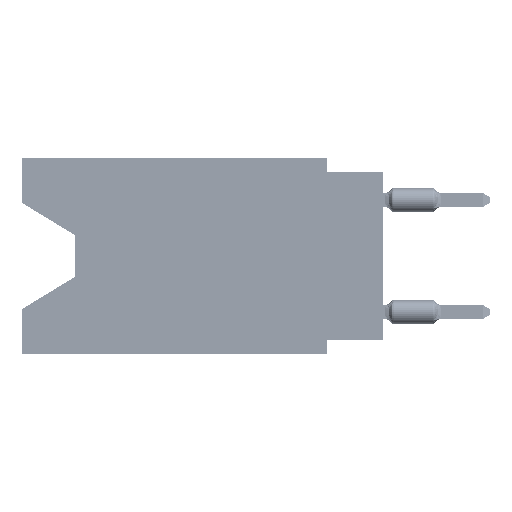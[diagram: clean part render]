
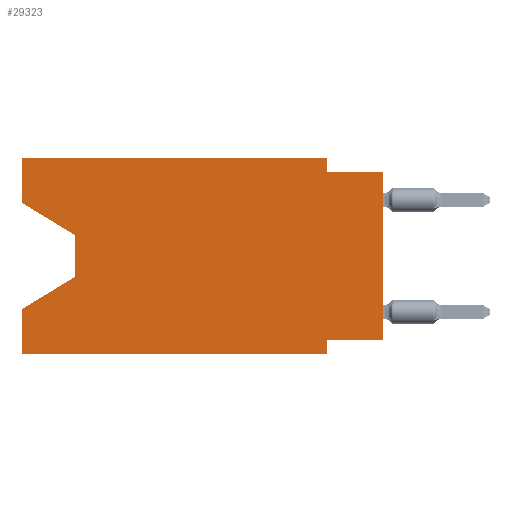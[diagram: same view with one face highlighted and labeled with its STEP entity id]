
A CAD part, left-side view. The second image highlights one B-rep face of the part: STEP entity #29323.
In plain terms, the highlighted planar face has unit normal (-1, 0, 0).
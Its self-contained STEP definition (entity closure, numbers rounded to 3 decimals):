
#191 = EDGE_CURVE ( 'NONE', #92475, #38291, #101628, .T. ) ;
#339 = DIRECTION ( 'NONE',  ( 0., 0., -1. ) ) ;
#2842 = LINE ( 'NONE', #17297, #78419 ) ;
#2938 = CARTESIAN_POINT ( 'NONE',  ( 0., 0., -0.635 ) ) ;
#3739 = CARTESIAN_POINT ( 'NONE',  ( 0., 16.383, 0. ) ) ;
#4742 = VERTEX_POINT ( 'NONE', #29412 ) ;
#5091 = ORIENTED_EDGE ( 'NONE', *, *, #81133, .F. ) ;
#6300 = DIRECTION ( 'NONE',  ( 1., 0., 0. ) ) ;
#7409 = LINE ( 'NONE', #101805, #72483 ) ;
#8710 = DIRECTION ( 'NONE',  ( 0., 0., -1. ) ) ;
#9226 = DIRECTION ( 'NONE',  ( 0., 0., -1. ) ) ;
#9230 = EDGE_CURVE ( 'NONE', #87729, #63131, #44482, .T. ) ;
#9245 = CARTESIAN_POINT ( 'NONE',  ( 0., 2.54, -8.255 ) ) ;
#10509 = ORIENTED_EDGE ( 'NONE', *, *, #9230, .F. ) ;
#11409 = AXIS2_PLACEMENT_3D ( 'NONE', #85742, #6300, #21276 ) ;
#13919 = ORIENTED_EDGE ( 'NONE', *, *, #22616, .F. ) ;
#17297 = CARTESIAN_POINT ( 'NONE',  ( 0., 13.97, -5.385 ) ) ;
#20394 = LINE ( 'NONE', #91573, #63431 ) ;
#21276 = DIRECTION ( 'NONE',  ( 0., 0., -1. ) ) ;
#22334 = VECTOR ( 'NONE', #38032, 1000. ) ;
#22616 = EDGE_CURVE ( 'NONE', #4742, #23768, #20394, .T. ) ;
#23768 = VERTEX_POINT ( 'NONE', #9245 ) ;
#24752 = CARTESIAN_POINT ( 'NONE',  ( 0., 13.97, -3.505 ) ) ;
#27174 = CARTESIAN_POINT ( 'NONE',  ( 0., 13.97, -3.505 ) ) ;
#29323 = ADVANCED_FACE ( 'NONE', ( #76984 ), #36735, .F. ) ;
#29412 = CARTESIAN_POINT ( 'NONE',  ( 0., 0., -8.255 ) ) ;
#30290 = EDGE_CURVE ( 'NONE', #69275, #87729, #63793, .T. ) ;
#30372 = EDGE_CURVE ( 'NONE', #84376, #94130, #46764, .T. ) ;
#30727 = VERTEX_POINT ( 'NONE', #31158 ) ;
#31158 = CARTESIAN_POINT ( 'NONE',  ( 0., 16.383, -6.852 ) ) ;
#33972 = CARTESIAN_POINT ( 'NONE',  ( 0., 16.383, -2.038 ) ) ;
#34753 = LINE ( 'NONE', #67753, #71475 ) ;
#36354 = DIRECTION ( 'NONE',  ( 0., 1., 0. ) ) ;
#36735 = PLANE ( 'NONE',  #11409 ) ;
#38032 = DIRECTION ( 'NONE',  ( 0., -1., 0. ) ) ;
#38291 = VERTEX_POINT ( 'NONE', #48329 ) ;
#39032 = CARTESIAN_POINT ( 'NONE',  ( 0., 16.383, -8.89 ) ) ;
#40312 = VERTEX_POINT ( 'NONE', #42795 ) ;
#41704 = LINE ( 'NONE', #80432, #71182 ) ;
#42715 = ORIENTED_EDGE ( 'NONE', *, *, #94156, .T. ) ;
#42795 = CARTESIAN_POINT ( 'NONE',  ( 0., 16.383, -8.89 ) ) ;
#43010 = DIRECTION ( 'NONE',  ( 0., -0.855, -0.519 ) ) ;
#44482 = LINE ( 'NONE', #98199, #63400 ) ;
#46703 = ORIENTED_EDGE ( 'NONE', *, *, #30372, .F. ) ;
#46764 = LINE ( 'NONE', #63278, #72530 ) ;
#47641 = ORIENTED_EDGE ( 'NONE', *, *, #56488, .F. ) ;
#48329 = CARTESIAN_POINT ( 'NONE',  ( 0., 13.97, -5.385 ) ) ;
#50343 = ORIENTED_EDGE ( 'NONE', *, *, #54436, .F. ) ;
#50367 = ORIENTED_EDGE ( 'NONE', *, *, #92709, .T. ) ;
#52824 = DIRECTION ( 'NONE',  ( 0., -1., 0. ) ) ;
#54436 = EDGE_CURVE ( 'NONE', #40312, #30727, #66674, .T. ) ;
#56488 = EDGE_CURVE ( 'NONE', #94130, #69275, #7409, .T. ) ;
#57113 = VECTOR ( 'NONE', #85329, 1000. ) ;
#58902 = VECTOR ( 'NONE', #83174, 1000. ) ;
#60159 = CARTESIAN_POINT ( 'NONE',  ( 0., 2.54, -0.635 ) ) ;
#63131 = VERTEX_POINT ( 'NONE', #2938 ) ;
#63278 = CARTESIAN_POINT ( 'NONE',  ( 0., 16.383, 0. ) ) ;
#63400 = VECTOR ( 'NONE', #67730, 1000. ) ;
#63431 = VECTOR ( 'NONE', #36354, 1000. ) ;
#63735 = VERTEX_POINT ( 'NONE', #83252 ) ;
#63793 = LINE ( 'NONE', #79302, #100503 ) ;
#65266 = DIRECTION ( 'NONE',  ( 0., 0.855, -0.519 ) ) ;
#66674 = LINE ( 'NONE', #3739, #58902 ) ;
#67730 = DIRECTION ( 'NONE',  ( 0., -1., 0. ) ) ;
#67753 = CARTESIAN_POINT ( 'NONE',  ( 0., 16.383, -2.038 ) ) ;
#68110 = ORIENTED_EDGE ( 'NONE', *, *, #71988, .T. ) ;
#69275 = VERTEX_POINT ( 'NONE', #80442 ) ;
#71182 = VECTOR ( 'NONE', #9226, 1000. ) ;
#71454 = EDGE_CURVE ( 'NONE', #84376, #92475, #34753, .T. ) ;
#71475 = VECTOR ( 'NONE', #43010, 1000. ) ;
#71988 = EDGE_CURVE ( 'NONE', #40312, #63735, #77772, .T. ) ;
#72483 = VECTOR ( 'NONE', #52824, 1000. ) ;
#72530 = VECTOR ( 'NONE', #78265, 1000. ) ;
#76984 = FACE_OUTER_BOUND ( 'NONE', #88655, .T. ) ;
#77772 = LINE ( 'NONE', #39032, #22334 ) ;
#78265 = DIRECTION ( 'NONE',  ( 0., 0., 1. ) ) ;
#78419 = VECTOR ( 'NONE', #65266, 1000. ) ;
#78597 = CARTESIAN_POINT ( 'NONE',  ( 0., 16.383, 0. ) ) ;
#79115 = LINE ( 'NONE', #94569, #57113 ) ;
#79302 = CARTESIAN_POINT ( 'NONE',  ( 0., 2.54, 0. ) ) ;
#80432 = CARTESIAN_POINT ( 'NONE',  ( 0., 2.54, -8.89 ) ) ;
#80442 = CARTESIAN_POINT ( 'NONE',  ( 0., 2.54, 0. ) ) ;
#81133 = EDGE_CURVE ( 'NONE', #23768, #63735, #41704, .T. ) ;
#83126 = ORIENTED_EDGE ( 'NONE', *, *, #191, .T. ) ;
#83174 = DIRECTION ( 'NONE',  ( 0., 0., 1. ) ) ;
#83252 = CARTESIAN_POINT ( 'NONE',  ( 0., 2.54, -8.89 ) ) ;
#84376 = VERTEX_POINT ( 'NONE', #33972 ) ;
#85329 = DIRECTION ( 'NONE',  ( 0., 0., 1. ) ) ;
#85742 = CARTESIAN_POINT ( 'NONE',  ( 0., 16.383, 0. ) ) ;
#87729 = VERTEX_POINT ( 'NONE', #60159 ) ;
#88370 = ORIENTED_EDGE ( 'NONE', *, *, #30290, .F. ) ;
#88655 = EDGE_LOOP ( 'NONE', ( #101982, #83126, #50367, #50343, #68110, #5091, #13919, #42715, #10509, #88370, #47641, #46703 ) ) ;
#91573 = CARTESIAN_POINT ( 'NONE',  ( 0., 0., -8.255 ) ) ;
#92475 = VERTEX_POINT ( 'NONE', #27174 ) ;
#92709 = EDGE_CURVE ( 'NONE', #38291, #30727, #2842, .T. ) ;
#94130 = VERTEX_POINT ( 'NONE', #78597 ) ;
#94156 = EDGE_CURVE ( 'NONE', #4742, #63131, #79115, .T. ) ;
#94569 = CARTESIAN_POINT ( 'NONE',  ( 0., 0., 0. ) ) ;
#98199 = CARTESIAN_POINT ( 'NONE',  ( 0., 0., -0.635 ) ) ;
#100503 = VECTOR ( 'NONE', #339, 1000. ) ;
#100549 = VECTOR ( 'NONE', #8710, 1000. ) ;
#101628 = LINE ( 'NONE', #24752, #100549 ) ;
#101805 = CARTESIAN_POINT ( 'NONE',  ( 0., 16.383, 0. ) ) ;
#101982 = ORIENTED_EDGE ( 'NONE', *, *, #71454, .T. ) ;
